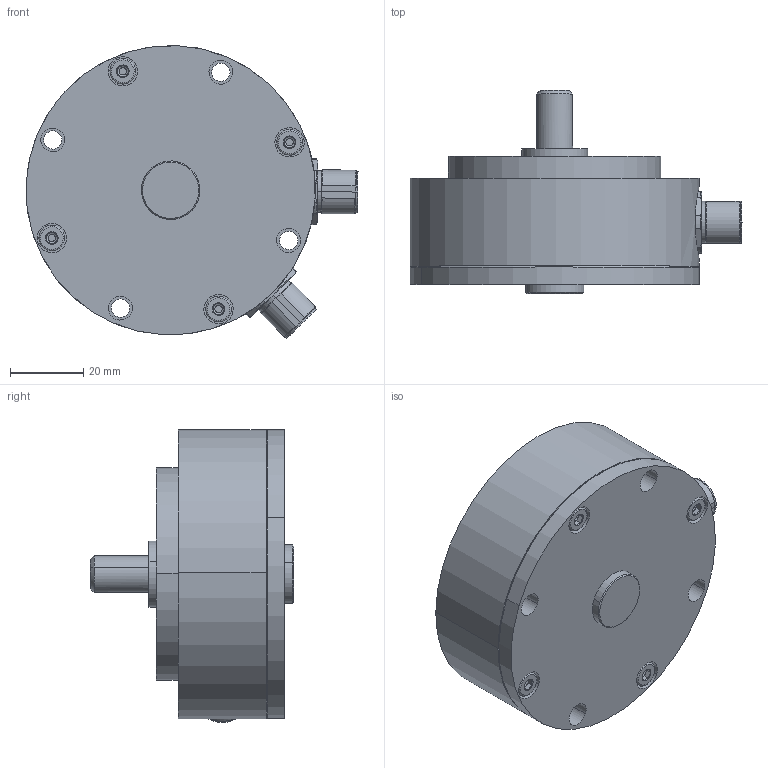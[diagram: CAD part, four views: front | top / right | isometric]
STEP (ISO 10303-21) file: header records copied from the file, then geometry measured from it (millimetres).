
FILE_DESCRIPTION (( 'STEP AP214' ), '1' );
FILE_NAME ('IPX-7943-_ _ _-_ _ _-651.STEP', '2017-09-14T09:12:46', ( 'dummy' ), ( 'Microsoft' ), 'SwSTEP 2.0', 'SolidWorks 2014', '' );
FILE_SCHEMA (( 'AUTOMOTIVE_DESIGN' ));
Length unit declared in the file: millimetre
Products named in the file (1): IPX-7943-_ _ _-_ _ _-651
Bounding box: 90.65 x 55.5 x 79.98 mm (x, y, z)
Surface area: 26672.6 mm2 (no closed solid volume)
Topology: 0 solids, 17 shells, 285 faces, 759 edges, 481 vertices
Faces by surface type: cylinder 106, plane 89, cone 66, torus 24
Entity records: 12398 total; most frequent: CARTESIAN_POINT 2086, DIRECTION 1646, ORIENTED_EDGE 1306, EDGE_CURVE 757, AXIS2_PLACEMENT_3D 691, VERTEX_POINT 481, CIRCLE 405, EDGE_LOOP 331
